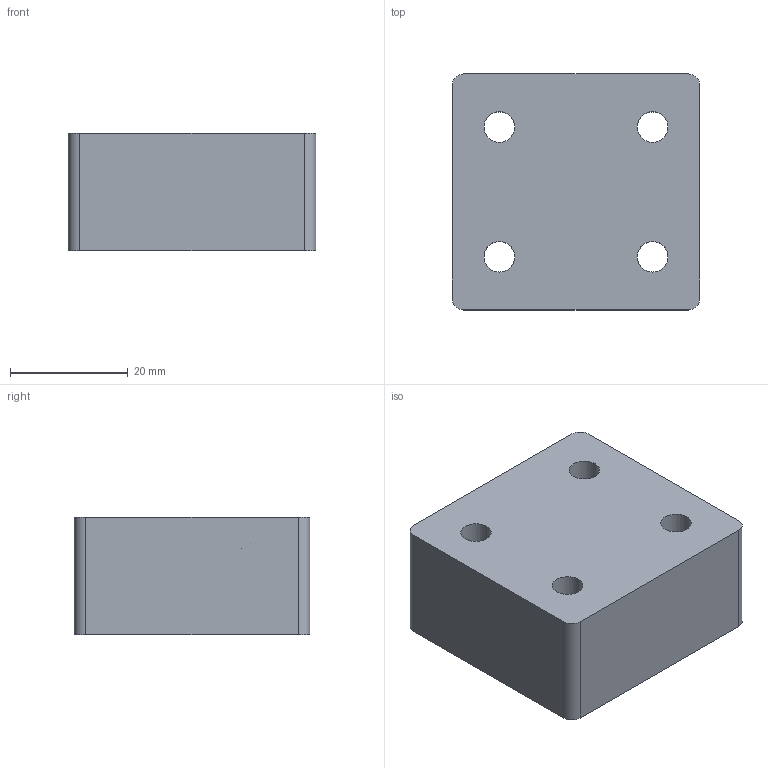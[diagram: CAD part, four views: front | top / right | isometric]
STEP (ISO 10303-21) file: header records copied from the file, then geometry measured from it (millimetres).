
FILE_DESCRIPTION(/* description */ (''),/* implementation_level */ '2;1');
FILE_NAME(/* name */ 'Base_Mini_prensa _20mm.step',/* time_stamp */ '2021-10-21T11:31:32-05:00',/* author */ (''),/* organization */ (''),/* preprocessor_version */ 'ST-DEVELOPER v18.1',/* originating_system */ 'Autodesk Translation Framework v10.10.0.1391',/* authorisation */ '');
FILE_SCHEMA (('AUTOMOTIVE_DESIGN { 1 0 10303 214 3 1 1 }'));
Length unit declared in the file: millimetre
Products named in the file (1): Base_Mini_prensa
Bounding box: 42 x 40 x 20 mm (x, y, z)
Volume: 31832.4 mm3; surface area: 7701.5 mm2
Topology: 1 solids, 1 shells, 14 faces, 36 edges, 24 vertices
Faces by surface type: cylinder 8, plane 6
Full cylindrical faces by diameter (mm): 5.2 x4
Entity records: 492 total; most frequent: DIRECTION 82, CARTESIAN_POINT 75, ORIENTED_EDGE 72, EDGE_CURVE 36, AXIS2_PLACEMENT_3D 31, VERTEX_POINT 24, EDGE_LOOP 22, LINE 20
